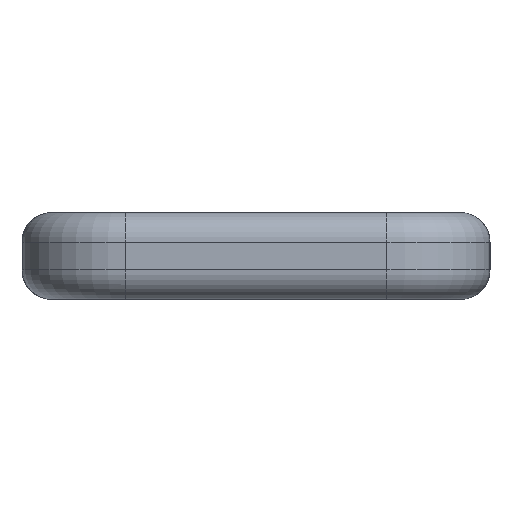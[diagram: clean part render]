
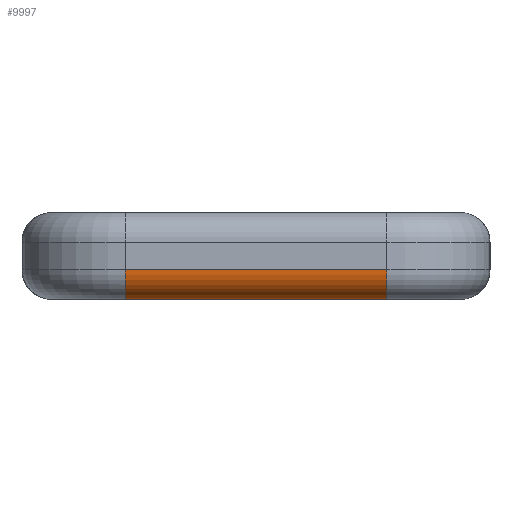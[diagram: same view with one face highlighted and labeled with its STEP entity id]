
A CAD part, left-side view. The second image highlights one B-rep face of the part: STEP entity #9997.
In plain terms, the highlighted cylindrical face has radius 2 mm (diameter 4 mm), a partial arc.
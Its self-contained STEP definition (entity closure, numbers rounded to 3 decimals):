
#686=CIRCLE('',#10901,2.);
#688=CIRCLE('',#10904,2.);
#1047=CYLINDRICAL_SURFACE('',#10903,2.);
#1458=FACE_OUTER_BOUND('',#2088,.T.);
#2088=EDGE_LOOP('',(#7910,#7911,#7912,#7913));
#2738=LINE('',#15403,#3536);
#2921=LINE('',#16834,#3719);
#3536=VECTOR('',#12094,10.);
#3719=VECTOR('',#13055,10.);
#4382=VERTEX_POINT('',#15400);
#4383=VERTEX_POINT('',#15402);
#4657=VERTEX_POINT('',#16828);
#4658=VERTEX_POINT('',#16832);
#5368=EDGE_CURVE('',#4383,#4382,#2738,.T.);
#5830=EDGE_CURVE('',#4657,#4382,#686,.T.);
#5832=EDGE_CURVE('',#4658,#4383,#688,.T.);
#5833=EDGE_CURVE('',#4657,#4658,#2921,.T.);
#7910=ORIENTED_EDGE('',*,*,#5832,.T.);
#7911=ORIENTED_EDGE('',*,*,#5368,.T.);
#7912=ORIENTED_EDGE('',*,*,#5830,.F.);
#7913=ORIENTED_EDGE('',*,*,#5833,.T.);
#9997=ADVANCED_FACE('',(#1458),#1047,.T.);
#10901=AXIS2_PLACEMENT_3D('',#16829,#13047,#13048);
#10903=AXIS2_PLACEMENT_3D('',#16831,#13051,#13052);
#10904=AXIS2_PLACEMENT_3D('',#16833,#13053,#13054);
#12094=DIRECTION('',(0.,-1.,0.));
#13047=DIRECTION('center_axis',(0.,-1.,
0.));
#13048=DIRECTION('ref_axis',(-1.,0.,0.));
#13051=DIRECTION('center_axis',(0.,1.,0.));
#13052=DIRECTION('ref_axis',(-0.707,0.,-0.707));
#13053=DIRECTION('center_axis',(0.,-1.,0.));
#13054=DIRECTION('ref_axis',(-1.,0.,0.));
#13055=DIRECTION('',(0.,1.,0.));
#15400=CARTESIAN_POINT('',(-1.2,1.27,0.));
#15402=CARTESIAN_POINT('',(-1.2,19.05,0.));
#15403=CARTESIAN_POINT('',(-1.2,5.715,0.));
#16828=CARTESIAN_POINT('',(-3.2,1.27,2.));
#16829=CARTESIAN_POINT('Origin',(-1.2,1.27,2.));
#16831=CARTESIAN_POINT('Origin',(-1.2,5.715,2.));
#16832=CARTESIAN_POINT('',(-3.2,19.05,2.));
#16833=CARTESIAN_POINT('Origin',(-1.2,19.05,2.));
#16834=CARTESIAN_POINT('',(-3.2,5.715,2.));
